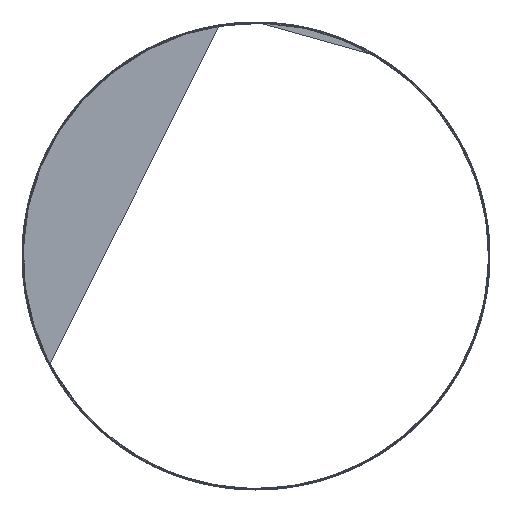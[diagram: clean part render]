
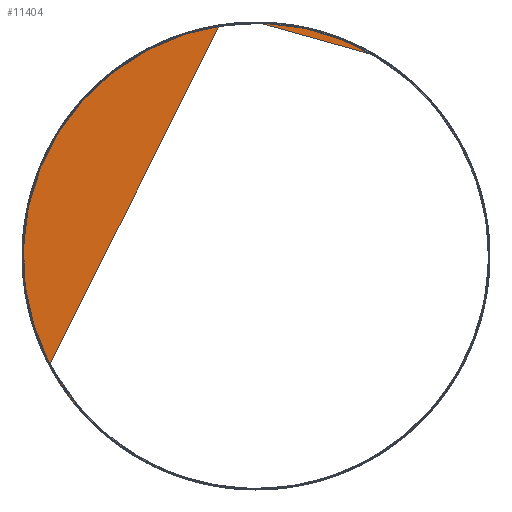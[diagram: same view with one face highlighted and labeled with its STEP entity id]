
A CAD part, front view. The second image highlights one B-rep face of the part: STEP entity #11404.
In plain terms, the highlighted planar face has unit normal (0, -1, 0).
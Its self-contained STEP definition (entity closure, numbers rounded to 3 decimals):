
#195=CARTESIAN_POINT('',(-354.979,0.,-186.308));
#196=VERTEX_POINT('',#195);
#1593=CARTESIAN_POINT('',(-297.494,0.,-268.734));
#1594=VERTEX_POINT('',#1593);
#1595=CARTESIAN_POINT('',(0.0,0.,0.0));
#1596=DIRECTION('',(0.0,1.0,0.0));
#1597=DIRECTION('',(-1.0,0.0,0.0));
#1598=AXIS2_PLACEMENT_3D('',#1595,#1596,#1597);
#1599=CIRCLE('',#1598,400.9);
#1600=EDGE_CURVE('',#196,#1594,#1599,.T.);
#5043=CARTESIAN_POINT('',(-354.537,0.,-186.075));
#5044=VERTEX_POINT('',#5043);
#6441=CARTESIAN_POINT('',(-354.537,0.,-186.075));
#6442=CARTESIAN_POINT('',(-354.61,0.,-186.114));
#6443=CARTESIAN_POINT('',(-354.684,0.,-186.153));
#6444=CARTESIAN_POINT('',(-354.832,0.,-186.23));
#6445=CARTESIAN_POINT('',(-354.906,0.,-186.269));
#6446=CARTESIAN_POINT('',(-354.979,0.,-186.308));
#6447=B_SPLINE_CURVE_WITH_KNOTS('',3,(#6441,#6442,#6443,#6444,#6445,#6446),.UNSPECIFIED.,.F.,.U.,(4,2,4),(-0.05,-0.025,0.0),.UNSPECIFIED.);
#6448=EDGE_CURVE('',#5044,#196,#6447,.T.);
#6460=CARTESIAN_POINT('',(-352.721,0.,-189.494));
#6461=VERTEX_POINT('',#6460);
#7858=CARTESIAN_POINT('',(0.0,0.,0.0));
#7859=DIRECTION('',(0.0,-1.0,0.0));
#7860=DIRECTION('',(-1.0,0.0,0.0));
#7861=AXIS2_PLACEMENT_3D('',#7858,#7859,#7860);
#7862=CIRCLE('',#7861,400.4);
#7863=EDGE_CURVE('',#6461,#5044,#7862,.T.);
#9911=CARTESIAN_POINT('',(-353.162,0.,-189.73));
#9912=VERTEX_POINT('',#9911);
#11309=CARTESIAN_POINT('',(-353.162,0.,-189.73));
#11310=CARTESIAN_POINT('',(-353.088,0.,-189.691));
#11311=CARTESIAN_POINT('',(-353.015,0.,-189.651));
#11312=CARTESIAN_POINT('',(-352.868,0.,-189.572));
#11313=CARTESIAN_POINT('',(-352.795,0.,-189.533));
#11314=CARTESIAN_POINT('',(-352.721,0.,-189.494));
#11315=B_SPLINE_CURVE_WITH_KNOTS('',3,(#11309,#11310,#11311,#11312,#11313,#11314),.UNSPECIFIED.,.F.,.U.,(4,2,4),(-0.05,-0.025,0.0),.UNSPECIFIED.);
#11316=EDGE_CURVE('',#9912,#6461,#11315,.T.);
#11322=CARTESIAN_POINT('',(1000.0,0.,-1000.0));
#11323=DIRECTION('',(0.0,1.0,0.0));
#11324=DIRECTION('',(0.0,0.0,1.0));
#11325=AXIS2_PLACEMENT_3D('',#11322,#11323,#11324);
#11326=PLANE('',#11325);
#11327=ORIENTED_EDGE('',*,*,#1600,.F.);
#11328=ORIENTED_EDGE('',*,*,#6448,.F.);
#11329=ORIENTED_EDGE('',*,*,#7863,.F.);
#11330=ORIENTED_EDGE('',*,*,#11316,.F.);
#11331=CARTESIAN_POINT('',(-353.426,0.,-189.872));
#11332=VERTEX_POINT('',#11331);
#11333=CARTESIAN_POINT('',(-353.426,0.,-189.872));
#11334=CARTESIAN_POINT('',(-353.382,0.,-189.848));
#11335=CARTESIAN_POINT('',(-353.338,0.,-189.825));
#11336=CARTESIAN_POINT('',(-353.25,0.,-189.777));
#11337=CARTESIAN_POINT('',(-353.206,0.,-189.754));
#11338=CARTESIAN_POINT('',(-353.162,0.,-189.73));
#11339=B_SPLINE_CURVE_WITH_KNOTS('',3,(#11333,#11334,#11335,#11336,#11337,#11338),.UNSPECIFIED.,.F.,.U.,(4,2,4),(-0.03,-0.015,0.0),.UNSPECIFIED.);
#11340=EDGE_CURVE('',#11332,#9912,#11339,.T.);
#11341=ORIENTED_EDGE('',*,*,#11340,.F.);
#11342=CARTESIAN_POINT('',(-342.848,0.,-210.668));
#11343=VERTEX_POINT('',#11342);
#11344=CARTESIAN_POINT('',(-342.848,0.,-210.668));
#11345=CARTESIAN_POINT('',(-348.476,0.,-201.509));
#11346=CARTESIAN_POINT('',(-352.228,0.,-193.851));
#11347=CARTESIAN_POINT('',(-353.313,0.,-190.765));
#11348=CARTESIAN_POINT('',(-353.428,0.,-190.408));
#11349=CARTESIAN_POINT('',(-353.474,0.,-190.098));
#11350=CARTESIAN_POINT('',(-353.48,0.,-190.031));
#11351=CARTESIAN_POINT('',(-353.473,0.,-189.957));
#11352=CARTESIAN_POINT('',(-353.469,0.,-189.935));
#11353=CARTESIAN_POINT('',(-353.457,0.,-189.906));
#11354=CARTESIAN_POINT('',(-353.452,0.,-189.896));
#11355=CARTESIAN_POINT('',(-353.44,0.,-189.881));
#11356=CARTESIAN_POINT('',(-353.433,0.,-189.876));
#11357=CARTESIAN_POINT('',(-353.426,0.,-189.872));
#11358=B_SPLINE_CURVE_WITH_KNOTS('',3,(#11344,#11345,#11346,#11347,#11348,#11349,#11350,#11351,#11352,#11353,#11354,#11355,#11356,#11357),.UNSPECIFIED.,.F.,.U.,(4,2,2,2,2,2,4),(-0.75,-0.094,-0.028,-0.012,-0.006,-0.002,0.0),.UNSPECIFIED.);
#11359=EDGE_CURVE('',#11343,#11332,#11358,.T.);
#11360=ORIENTED_EDGE('',*,*,#11359,.F.);
#11361=CARTESIAN_POINT('',(-313.741,0.,-251.977));
#11362=VERTEX_POINT('',#11361);
#11363=CARTESIAN_POINT('',(0.0,0.,0.0));
#11364=DIRECTION('',(0.0,1.0,0.0));
#11365=DIRECTION('',(-1.0,0.0,0.0));
#11366=AXIS2_PLACEMENT_3D('',#11363,#11364,#11365);
#11367=CIRCLE('',#11366,402.4);
#11368=EDGE_CURVE('',#11362,#11343,#11367,.T.);
#11369=ORIENTED_EDGE('',*,*,#11368,.F.);
#11370=CARTESIAN_POINT('',(-297.717,0.,-268.935));
#11371=VERTEX_POINT('',#11370);
#11372=CARTESIAN_POINT('',(-297.717,0.,-268.935));
#11373=CARTESIAN_POINT('',(-297.721,0.,-268.939));
#11374=CARTESIAN_POINT('',(-297.725,0.,-268.941));
#11375=CARTESIAN_POINT('',(-297.734,0.,-268.946));
#11376=CARTESIAN_POINT('',(-297.738,0.,-268.948));
#11377=CARTESIAN_POINT('',(-297.755,0.,-268.953));
#11378=CARTESIAN_POINT('',(-297.767,0.,-268.954));
#11379=CARTESIAN_POINT('',(-297.81,0.,-268.953));
#11380=CARTESIAN_POINT('',(-297.846,0.,-268.943));
#11381=CARTESIAN_POINT('',(-297.974,0.,-268.896));
#11382=CARTESIAN_POINT('',(-298.09,0.,-268.826));
#11383=CARTESIAN_POINT('',(-298.521,0.,-268.542));
#11384=CARTESIAN_POINT('',(-298.947,0.,-268.183));
#11385=CARTESIAN_POINT('',(-300.151,0.,-267.134));
#11386=CARTESIAN_POINT('',(-301.394,0.,-265.934));
#11387=CARTESIAN_POINT('',(-305.876,0.,-261.304));
#11388=CARTESIAN_POINT('',(-309.651,0.,-257.07));
#11389=CARTESIAN_POINT('',(-313.741,0.,-251.977));
#11390=B_SPLINE_CURVE_WITH_KNOTS('',3,(#11372,#11373,#11374,#11375,#11376,#11377,#11378,#11379,#11380,#11381,#11382,#11383,#11384,#11385,#11386,#11387,#11388,#11389),.UNSPECIFIED.,.F.,.U.,(4,2,2,2,2,2,2,2,4),(-3.405,-3.399,-3.394,-3.381,-3.347,-3.25,-2.933,-1.96,0.0),.UNSPECIFIED.);
#11391=EDGE_CURVE('',#11371,#11362,#11390,.T.);
#11392=ORIENTED_EDGE('',*,*,#11391,.F.);
#11393=CARTESIAN_POINT('',(-297.494,0.,-268.734));
#11394=CARTESIAN_POINT('',(-297.531,0.,-268.768));
#11395=CARTESIAN_POINT('',(-297.568,0.,-268.801));
#11396=CARTESIAN_POINT('',(-297.643,0.,-268.868));
#11397=CARTESIAN_POINT('',(-297.68,0.,-268.902));
#11398=CARTESIAN_POINT('',(-297.717,0.,-268.935));
#11399=B_SPLINE_CURVE_WITH_KNOTS('',3,(#11393,#11394,#11395,#11396,#11397,#11398),.UNSPECIFIED.,.F.,.U.,(4,2,4),(-0.03,-0.015,0.0),.UNSPECIFIED.);
#11400=EDGE_CURVE('',#1594,#11371,#11399,.T.);
#11401=ORIENTED_EDGE('',*,*,#11400,.F.);
#11402=EDGE_LOOP('',(#11327,#11328,#11329,#11330,#11341,#11360,#11369,#11392,#11401));
#11403=FACE_OUTER_BOUND('',#11402,.T.);
#11404=ADVANCED_FACE('',(#11403),#11326,.F.);
